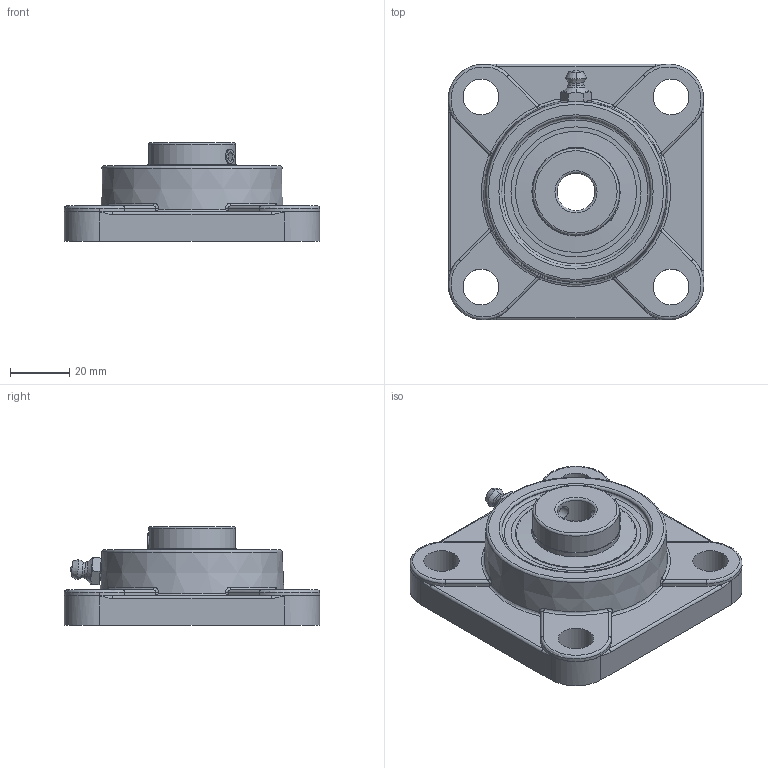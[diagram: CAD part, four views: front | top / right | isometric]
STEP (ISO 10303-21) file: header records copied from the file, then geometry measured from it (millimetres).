
FILE_DESCRIPTION(('HOOPS Exchange Step'),'2;1');
FILE_NAME('export-2E29959B-7362-48BD-AF4D-E04217BEC1E7.stp','2019-12-12T15:32:36-08:00',('ibuslach'),('Alibre'),'HOOPS Exchange 2019.2','Alibre','Unknown authorisation');
FILE_SCHEMA( ('AP242_MANAGED_MODEL_BASED_3D_ENGINEERING_MIM_LF {1 0 10303 442 1 1 4 }') );
Length unit declared in the file: centimetre
Products named in the file (7): MRN SF 204; UCP ZERK 6mm; SUC 201 SHIELD; SUC 201 SS; SUC 201-8 RACES; MRN SUC 201-8; MRN SUCF 201-8
Assembly tree (8 placements, depth 3):
  MRN SUCF 201-8
    MRN SF 204
    UCP ZERK 6mm
    MRN SUC 201-8
      SUC 201 SHIELD  x2
      SUC 201 SS  x2
      SUC 201-8 RACES
Bounding box: 86 x 86 x 33.3 mm (x, y, z)
Volume: 93251.9 mm3; surface area: 36955 mm2
Topology: 8 solids, 8 shells, 214 faces, 555 edges, 347 vertices
Faces by surface type: plane 66, cylinder 60, bspline 36, torus 27, cone 17, sphere 8
Full cylindrical faces by diameter (mm): 1.502 x2, 4.917 x4, 6 x2, 12 x4, 12.7 x1, 29.21 x3, 29.718 x2, 40 x1, 40.792 x2, 50.165 x1, 53.34 x1
Entity records: 17132 total; most frequent: CARTESIAN_POINT 12269, ORIENTED_EDGE 994, DIRECTION 983, EDGE_CURVE 497, AXIS2_PLACEMENT_3D 419, VERTEX_POINT 316, CIRCLE 237, EDGE_LOOP 225
